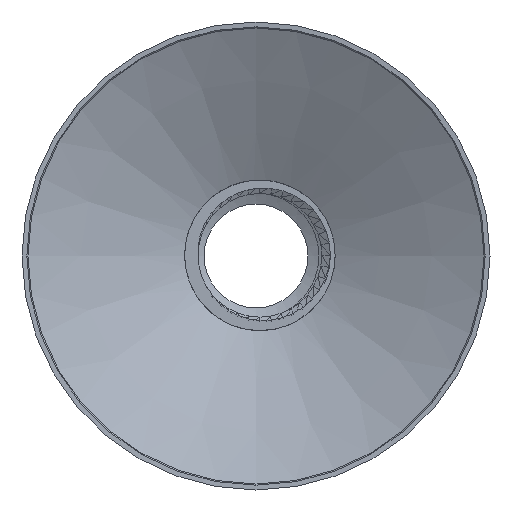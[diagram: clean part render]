
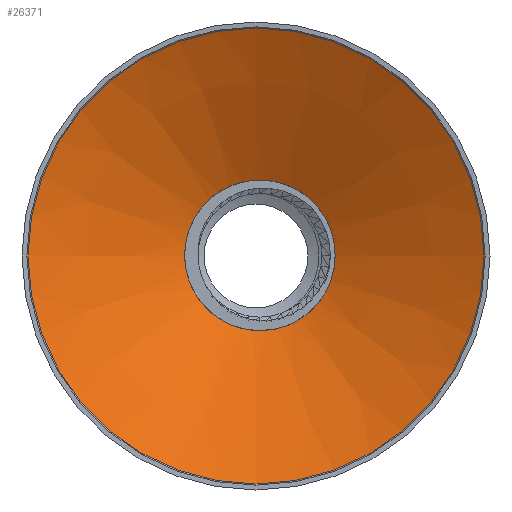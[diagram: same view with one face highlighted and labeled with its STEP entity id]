
A CAD part, front view. The second image highlights one B-rep face of the part: STEP entity #26371.
In plain terms, the highlighted conical face has half-angle 63.342 degrees and reference radius 35.742 mm.
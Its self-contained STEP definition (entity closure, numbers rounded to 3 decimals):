
#18=CONICAL_SURFACE('',#28353,35.742,1.106);
#119=CIRCLE('',#28351,56.026);
#120=CIRCLE('',#28352,56.026);
#2085=FACE_OUTER_BOUND('',#4050,.T.);
#4050=EDGE_LOOP('',(#22428,#22429,#22430,#22431,#22432,#22433,#22434));
#7352=LINE('',#42896,#10651);
#10651=VECTOR('',#35612,35.742);
#10688=B_SPLINE_CURVE_WITH_KNOTS('',3,(#41173,#41174,#41175,#41176,#41177,
#41178,#41179,#41180,#41181,#41182,#41183,#41184,#41185,#41186,#41187,#41188,
#41189,#41190,#41191,#41192,#41193,#41194,#41195,#41196,#41197,#41198,#41199,
#41200,#41201,#41202,#41203,#41204,#41205,#41206),.UNSPECIFIED.,.F.,.F.,
(4,2,2,2,2,2,2,2,2,2,2,2,2,2,2,2,4),(0.,0.364,0.728,
1.092,1.456,1.809,2.161,2.514,
2.866,3.205,3.543,3.882,4.22,
4.55,4.881,5.211,5.541),
 .UNSPECIFIED.);
#10689=B_SPLINE_CURVE_WITH_KNOTS('',3,(#41208,#41209,#41210,#41211),
 .UNSPECIFIED.,.F.,.F.,(4,4),(11.133,11.149),
 .UNSPECIFIED.);
#10690=B_SPLINE_CURVE_WITH_KNOTS('',3,(#41213,#41214,#41215,#41216,#41217,
#41218,#41219,#41220,#41221,#41222,#41223,#41224,#41225,#41226,#41227,#41228,
#41229,#41230,#41231,#41232,#41233,#41234,#41235,#41236,#41237,#41238,#41239,
#41240,#41241,#41242,#41243,#41244,#41245,#41246),.UNSPECIFIED.,.F.,.F.,
(4,2,2,2,2,2,2,2,2,2,2,2,2,2,2,2,4),(5.541,5.874,
6.206,6.539,6.872,7.216,7.561,
7.905,8.249,8.608,8.966,9.325,
9.683,10.05,10.416,10.783,11.133),
 .UNSPECIFIED.);
#11845=VERTEX_POINT('',#41171);
#11846=VERTEX_POINT('',#41172);
#11847=VERTEX_POINT('',#41207);
#12158=VERTEX_POINT('',#42890);
#12159=VERTEX_POINT('',#42892);
#14800=EDGE_CURVE('',#11845,#11846,#10688,.T.);
#14801=EDGE_CURVE('',#11847,#11845,#10689,.T.);
#14803=EDGE_CURVE('',#11846,#11847,#10690,.T.);
#15585=EDGE_CURVE('',#12159,#12158,#119,.T.);
#15586=EDGE_CURVE('',#12158,#12159,#120,.T.);
#15587=EDGE_CURVE('',#12159,#11846,#7352,.T.);
#22428=ORIENTED_EDGE('',*,*,#15585,.T.);
#22429=ORIENTED_EDGE('',*,*,#15586,.T.);
#22430=ORIENTED_EDGE('',*,*,#15587,.T.);
#22431=ORIENTED_EDGE('',*,*,#14803,.T.);
#22432=ORIENTED_EDGE('',*,*,#14801,.T.);
#22433=ORIENTED_EDGE('',*,*,#14800,.T.);
#22434=ORIENTED_EDGE('',*,*,#15587,.F.);
#26371=ADVANCED_FACE('',(#2085),#18,.F.);
#28351=AXIS2_PLACEMENT_3D('',#42893,#35606,#35607);
#28352=AXIS2_PLACEMENT_3D('',#42894,#35608,#35609);
#28353=AXIS2_PLACEMENT_3D('',#42895,#35610,#35611);
#35606=DIRECTION('center_axis',(0.,-1.,0.));
#35607=DIRECTION('ref_axis',(1.,0.,0.));
#35608=DIRECTION('center_axis',(0.,-1.,0.));
#35609=DIRECTION('ref_axis',(1.,0.,0.));
#35610=DIRECTION('center_axis',(0.,-1.,0.));
#35611=DIRECTION('ref_axis',(1.,0.,0.));
#35612=DIRECTION('',(0.894,0.449,0.));
#41171=CARTESIAN_POINT('',(19.446,19.303,0.));
#41172=CARTESIAN_POINT('',(-17.541,20.26,0.));
#41173=CARTESIAN_POINT('Ctrl Pts',(19.446,19.303,0.));
#41174=CARTESIAN_POINT('Ctrl Pts',(19.435,19.309,-1.213));
#41175=CARTESIAN_POINT('Ctrl Pts',(19.302,19.317,-2.465));
#41176=CARTESIAN_POINT('Ctrl Pts',(18.77,19.341,-4.947));
#41177=CARTESIAN_POINT('Ctrl Pts',(18.372,19.357,-6.177));
#41178=CARTESIAN_POINT('Ctrl Pts',(17.327,19.393,-8.524));
#41179=CARTESIAN_POINT('Ctrl Pts',(16.681,19.414,-9.644));
#41180=CARTESIAN_POINT('Ctrl Pts',(15.193,19.46,-11.7));
#41181=CARTESIAN_POINT('Ctrl Pts',(14.352,19.485,-12.636));
#41182=CARTESIAN_POINT('Ctrl Pts',(12.593,19.536,-14.251));
#41183=CARTESIAN_POINT('Ctrl Pts',(11.622,19.564,-14.989));
#41184=CARTESIAN_POINT('Ctrl Pts',(9.52,19.623,-16.269));
#41185=CARTESIAN_POINT('Ctrl Pts',(8.389,19.654,-16.811));
#41186=CARTESIAN_POINT('Ctrl Pts',(6.044,19.718,-17.655));
#41187=CARTESIAN_POINT('Ctrl Pts',(4.827,19.751,-17.958));
#41188=CARTESIAN_POINT('Ctrl Pts',(2.392,19.815,-18.311));
#41189=CARTESIAN_POINT('Ctrl Pts',(1.173,19.847,-18.362));
#41190=CARTESIAN_POINT('Ctrl Pts',(-1.126,19.907,-18.244));
#41191=CARTESIAN_POINT('Ctrl Pts',(-2.287,19.936,-18.079));
#41192=CARTESIAN_POINT('Ctrl Pts',(-4.587,19.994,-17.517));
#41193=CARTESIAN_POINT('Ctrl Pts',(-5.727,20.023,-17.12));
#41194=CARTESIAN_POINT('Ctrl Pts',(-7.905,20.076,-16.112));
#41195=CARTESIAN_POINT('Ctrl Pts',(-8.945,20.101,-15.5));
#41196=CARTESIAN_POINT('Ctrl Pts',(-10.862,20.146,-14.11));
#41197=CARTESIAN_POINT('Ctrl Pts',(-11.739,20.166,-13.332));
#41198=CARTESIAN_POINT('Ctrl Pts',(-13.267,20.199,-11.709));
#41199=CARTESIAN_POINT('Ctrl Pts',(-13.976,20.214,-10.811));
#41200=CARTESIAN_POINT('Ctrl Pts',(-15.227,20.239,-8.865));
#41201=CARTESIAN_POINT('Ctrl Pts',(-15.77,20.249,-7.818));
#41202=CARTESIAN_POINT('Ctrl Pts',(-16.645,20.262,-5.642));
#41203=CARTESIAN_POINT('Ctrl Pts',(-16.978,20.266,-4.51));
#41204=CARTESIAN_POINT('Ctrl Pts',(-17.421,20.267,-2.24));
#41205=CARTESIAN_POINT('Ctrl Pts',(-17.531,20.265,-1.101));
#41206=CARTESIAN_POINT('Ctrl Pts',(-17.541,20.26,0.));
#41207=CARTESIAN_POINT('',(19.446,19.303,0.168));
#41208=CARTESIAN_POINT('Ctrl Pts',(19.446,19.303,0.168));
#41209=CARTESIAN_POINT('Ctrl Pts',(19.446,19.303,0.112));
#41210=CARTESIAN_POINT('Ctrl Pts',(19.446,19.303,0.056));
#41211=CARTESIAN_POINT('Ctrl Pts',(19.446,19.303,0.));
#41213=CARTESIAN_POINT('Ctrl Pts',(-17.541,20.26,0.));
#41214=CARTESIAN_POINT('Ctrl Pts',(-17.551,20.254,1.109));
#41215=CARTESIAN_POINT('Ctrl Pts',(-17.46,20.246,2.258));
#41216=CARTESIAN_POINT('Ctrl Pts',(-17.052,20.224,4.552));
#41217=CARTESIAN_POINT('Ctrl Pts',(-16.735,20.21,5.696));
#41218=CARTESIAN_POINT('Ctrl Pts',(-15.888,20.177,7.902));
#41219=CARTESIAN_POINT('Ctrl Pts',(-15.357,20.158,8.964));
#41220=CARTESIAN_POINT('Ctrl Pts',(-14.125,20.115,10.941));
#41221=CARTESIAN_POINT('Ctrl Pts',(-13.423,20.092,11.855));
#41222=CARTESIAN_POINT('Ctrl Pts',(-11.898,20.043,13.518));
#41223=CARTESIAN_POINT('Ctrl Pts',(-11.015,20.016,14.319));
#41224=CARTESIAN_POINT('Ctrl Pts',(-9.079,19.958,15.751));
#41225=CARTESIAN_POINT('Ctrl Pts',(-8.027,19.928,16.381));
#41226=CARTESIAN_POINT('Ctrl Pts',(-5.82,19.865,17.42));
#41227=CARTESIAN_POINT('Ctrl Pts',(-4.663,19.833,17.829));
#41228=CARTESIAN_POINT('Ctrl Pts',(-2.326,19.77,18.408));
#41229=CARTESIAN_POINT('Ctrl Pts',(-1.146,19.739,18.578));
#41230=CARTESIAN_POINT('Ctrl Pts',(1.193,19.678,18.698));
#41231=CARTESIAN_POINT('Ctrl Pts',(2.431,19.647,18.645));
#41232=CARTESIAN_POINT('Ctrl Pts',(4.905,19.586,18.277));
#41233=CARTESIAN_POINT('Ctrl Pts',(6.139,19.556,17.964));
#41234=CARTESIAN_POINT('Ctrl Pts',(8.516,19.5,17.092));
#41235=CARTESIAN_POINT('Ctrl Pts',(9.66,19.474,16.531));
#41236=CARTESIAN_POINT('Ctrl Pts',(11.783,19.427,15.21));
#41237=CARTESIAN_POINT('Ctrl Pts',(12.762,19.406,14.45));
#41238=CARTESIAN_POINT('Ctrl Pts',(14.521,19.369,12.793));
#41239=CARTESIAN_POINT('Ctrl Pts',(15.355,19.353,11.839));
#41240=CARTESIAN_POINT('Ctrl Pts',(16.823,19.326,9.748));
#41241=CARTESIAN_POINT('Ctrl Pts',(17.457,19.315,8.612));
#41242=CARTESIAN_POINT('Ctrl Pts',(18.471,19.3,6.234));
#41243=CARTESIAN_POINT('Ctrl Pts',(18.852,19.296,4.99));
#41244=CARTESIAN_POINT('Ctrl Pts',(19.334,19.295,2.541));
#41245=CARTESIAN_POINT('Ctrl Pts',(19.446,19.297,1.337));
#41246=CARTESIAN_POINT('Ctrl Pts',(19.446,19.303,0.168));
#42890=CARTESIAN_POINT('',(0.,0.938,56.026));
#42892=CARTESIAN_POINT('',(-56.026,0.938,0.));
#42893=CARTESIAN_POINT('Origin',(0.,0.938,0.));
#42894=CARTESIAN_POINT('Origin',(0.,0.938,0.));
#42895=CARTESIAN_POINT('Origin',(0.,11.122,0.));
#42896=CARTESIAN_POINT('',(-35.742,11.122,0.));
